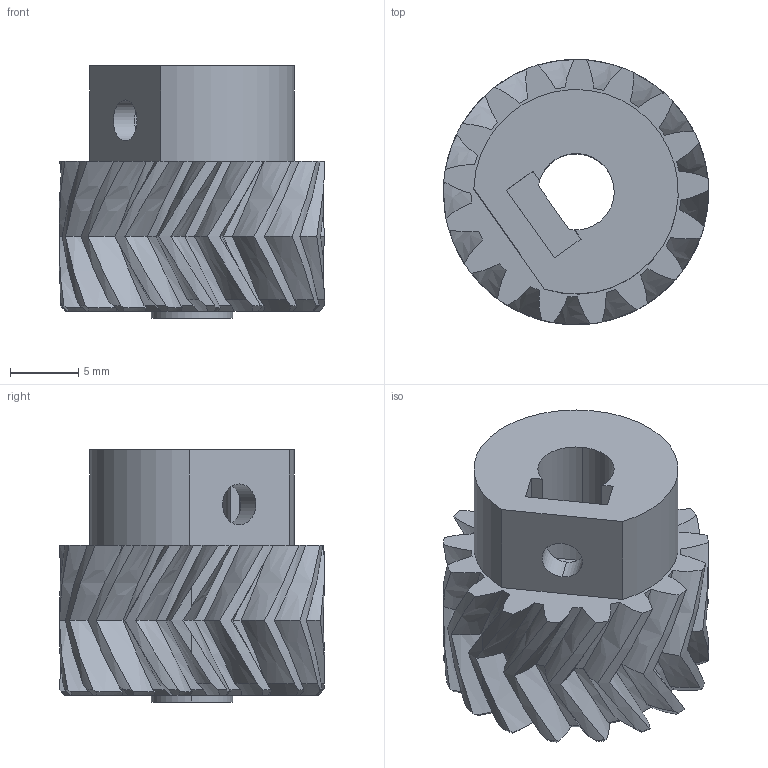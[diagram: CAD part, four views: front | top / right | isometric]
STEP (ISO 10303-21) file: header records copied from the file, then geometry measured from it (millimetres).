
FILE_DESCRIPTION (( 'STEP AP214' ), '1' );
FILE_NAME ('Panning - 17 Tooth Herringbone Gear.STEP', '2021-03-15T12:11:44', ( '' ), ( '' ), 'SwSTEP 2.0', 'SolidWorks 2019', '' );
FILE_SCHEMA (( 'AUTOMOTIVE_DESIGN' ));
Length unit declared in the file: millimetre
Products named in the file (1): Panning - 17 Tooth Herringbone Gear
Bounding box: 19.46 x 19.46 x 18.5 mm (x, y, z)
Volume: 3330.4 mm3; surface area: 2350.4 mm2
Topology: 1 solids, 1 shells, 211 faces, 623 edges, 416 vertices
Faces by surface type: bspline 153, cylinder 29, cone 17, plane 12
Entity records: 19747 total; most frequent: CARTESIAN_POINT 15328, ORIENTED_EDGE 1246, EDGE_CURVE 623, B_SPLINE_CURVE_WITH_KNOTS 520, VERTEX_POINT 416, DIRECTION 290, EDGE_LOOP 217, ADVANCED_FACE 211
